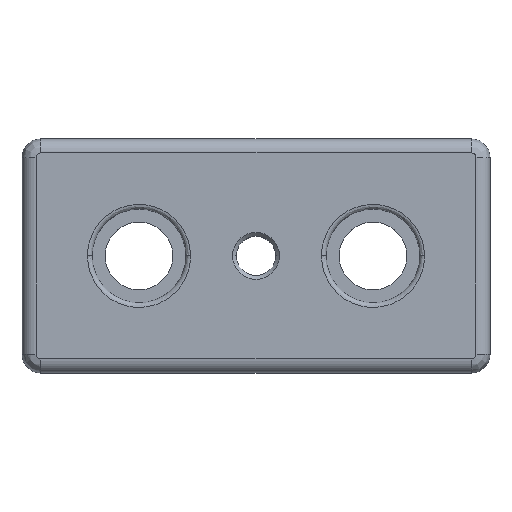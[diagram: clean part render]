
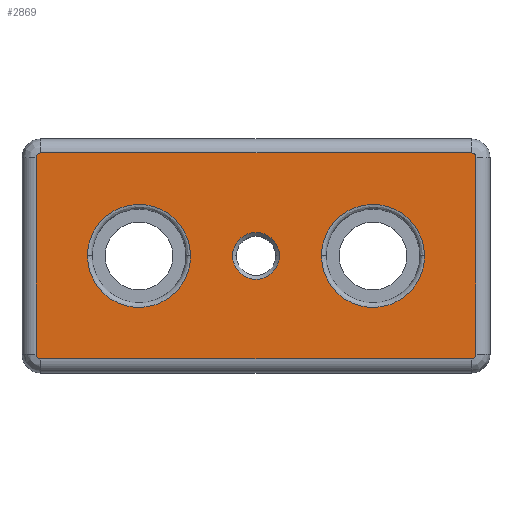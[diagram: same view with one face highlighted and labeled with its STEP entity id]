
A CAD part, top view. The second image highlights one B-rep face of the part: STEP entity #2869.
In plain terms, the highlighted planar face has unit normal (0, 0, 1).
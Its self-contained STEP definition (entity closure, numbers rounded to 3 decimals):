
#14=FACE_BOUND('',#661,.T.);
#15=FACE_BOUND('',#662,.T.);
#16=FACE_BOUND('',#663,.T.);
#28=PLANE('',#3134);
#161=LINE('',#4913,#308);
#162=LINE('',#4920,#309);
#163=LINE('',#4927,#310);
#164=LINE('',#4934,#311);
#308=VECTOR('',#3643,42.);
#309=VECTOR('',#3644,92.);
#310=VECTOR('',#3645,42.);
#311=VECTOR('',#3646,92.);
#480=FACE_OUTER_BOUND('',#660,.T.);
#660=EDGE_LOOP('',(#1887,#1888,#1889,#1890,#1891,#1892,#1893,#1894));
#661=EDGE_LOOP('',(#1895,#1896));
#662=EDGE_LOOP('',(#1897,#1898));
#663=EDGE_LOOP('',(#1899,#1900));
#911=CIRCLE('',#3109,5.);
#926=CIRCLE('',#3135,5.);
#1073=(
BOUNDED_CURVE()
B_SPLINE_CURVE(3,(#4283,#4284,#4285,#4286),.UNSPECIFIED.,.F.,.F.)
B_SPLINE_CURVE_WITH_KNOTS((4,4),(0.,1.),.UNSPECIFIED.)
CURVE()
GEOMETRIC_REPRESENTATION_ITEM()
RATIONAL_B_SPLINE_CURVE((1.,0.333,0.333,1.))
REPRESENTATION_ITEM('')
);
#1074=(
BOUNDED_CURVE()
B_SPLINE_CURVE(3,(#4310,#4311,#4312,#4313),.UNSPECIFIED.,.F.,.F.)
B_SPLINE_CURVE_WITH_KNOTS((4,4),(0.,1.),.UNSPECIFIED.)
CURVE()
GEOMETRIC_REPRESENTATION_ITEM()
RATIONAL_B_SPLINE_CURVE((1.,0.333,0.333,1.))
REPRESENTATION_ITEM('')
);
#1075=(
BOUNDED_CURVE()
B_SPLINE_CURVE(3,(#4915,#4916,#4917,#4918),.UNSPECIFIED.,.F.,.F.)
B_SPLINE_CURVE_WITH_KNOTS((4,4),(0.,1.),.UNSPECIFIED.)
CURVE()
GEOMETRIC_REPRESENTATION_ITEM()
RATIONAL_B_SPLINE_CURVE((1.,0.805,0.805,1.))
REPRESENTATION_ITEM('')
);
#1076=(
BOUNDED_CURVE()
B_SPLINE_CURVE(3,(#4922,#4923,#4924,#4925),.UNSPECIFIED.,.F.,.F.)
B_SPLINE_CURVE_WITH_KNOTS((4,4),(0.,1.),.UNSPECIFIED.)
CURVE()
GEOMETRIC_REPRESENTATION_ITEM()
RATIONAL_B_SPLINE_CURVE((1.,0.805,0.805,1.))
REPRESENTATION_ITEM('')
);
#1077=(
BOUNDED_CURVE()
B_SPLINE_CURVE(3,(#4929,#4930,#4931,#4932),.UNSPECIFIED.,.F.,.F.)
B_SPLINE_CURVE_WITH_KNOTS((4,4),(0.,1.),.UNSPECIFIED.)
CURVE()
GEOMETRIC_REPRESENTATION_ITEM()
RATIONAL_B_SPLINE_CURVE((1.,0.805,0.805,1.))
REPRESENTATION_ITEM('')
);
#1078=(
BOUNDED_CURVE()
B_SPLINE_CURVE(3,(#4935,#4936,#4937,#4938),.UNSPECIFIED.,.F.,.F.)
B_SPLINE_CURVE_WITH_KNOTS((4,4),(0.,1.),.UNSPECIFIED.)
CURVE()
GEOMETRIC_REPRESENTATION_ITEM()
RATIONAL_B_SPLINE_CURVE((1.,0.805,0.805,1.))
REPRESENTATION_ITEM('')
);
#1079=(
BOUNDED_CURVE()
B_SPLINE_CURVE(3,(#4939,#4940,#4941,#4942),.UNSPECIFIED.,.F.,.F.)
B_SPLINE_CURVE_WITH_KNOTS((4,4),(0.,1.),.UNSPECIFIED.)
CURVE()
GEOMETRIC_REPRESENTATION_ITEM()
RATIONAL_B_SPLINE_CURVE((1.,0.333,0.333,1.))
REPRESENTATION_ITEM('')
);
#1080=(
BOUNDED_CURVE()
B_SPLINE_CURVE(3,(#4943,#4944,#4945,#4946),.UNSPECIFIED.,.F.,.F.)
B_SPLINE_CURVE_WITH_KNOTS((4,4),(0.,1.),.UNSPECIFIED.)
CURVE()
GEOMETRIC_REPRESENTATION_ITEM()
RATIONAL_B_SPLINE_CURVE((1.,0.333,0.333,1.))
REPRESENTATION_ITEM('')
);
#1081=VERTEX_POINT('',#4281);
#1082=VERTEX_POINT('',#4282);
#1085=VERTEX_POINT('',#4308);
#1086=VERTEX_POINT('',#4309);
#1176=VERTEX_POINT('',#4834);
#1177=VERTEX_POINT('',#4836);
#1205=VERTEX_POINT('',#4911);
#1206=VERTEX_POINT('',#4912);
#1207=VERTEX_POINT('',#4914);
#1208=VERTEX_POINT('',#4919);
#1209=VERTEX_POINT('',#4921);
#1210=VERTEX_POINT('',#4926);
#1211=VERTEX_POINT('',#4928);
#1212=VERTEX_POINT('',#4933);
#1330=EDGE_CURVE('',#1081,#1082,#1073,.T.);
#1334=EDGE_CURVE('',#1085,#1086,#1074,.T.);
#1425=EDGE_CURVE('',#1176,#1177,#911,.T.);
#1461=EDGE_CURVE('',#1205,#1206,#161,.T.);
#1462=EDGE_CURVE('',#1207,#1205,#1075,.T.);
#1463=EDGE_CURVE('',#1208,#1207,#162,.T.);
#1464=EDGE_CURVE('',#1209,#1208,#1076,.T.);
#1465=EDGE_CURVE('',#1210,#1209,#163,.T.);
#1466=EDGE_CURVE('',#1211,#1210,#1077,.T.);
#1467=EDGE_CURVE('',#1212,#1211,#164,.T.);
#1468=EDGE_CURVE('',#1206,#1212,#1078,.T.);
#1469=EDGE_CURVE('',#1082,#1081,#1079,.T.);
#1470=EDGE_CURVE('',#1086,#1085,#1080,.T.);
#1471=EDGE_CURVE('',#1177,#1176,#926,.T.);
#1887=ORIENTED_EDGE('',*,*,#1461,.F.);
#1888=ORIENTED_EDGE('',*,*,#1462,.F.);
#1889=ORIENTED_EDGE('',*,*,#1463,.F.);
#1890=ORIENTED_EDGE('',*,*,#1464,.F.);
#1891=ORIENTED_EDGE('',*,*,#1465,.F.);
#1892=ORIENTED_EDGE('',*,*,#1466,.F.);
#1893=ORIENTED_EDGE('',*,*,#1467,.F.);
#1894=ORIENTED_EDGE('',*,*,#1468,.F.);
#1895=ORIENTED_EDGE('',*,*,#1330,.F.);
#1896=ORIENTED_EDGE('',*,*,#1469,.F.);
#1897=ORIENTED_EDGE('',*,*,#1334,.F.);
#1898=ORIENTED_EDGE('',*,*,#1470,.F.);
#1899=ORIENTED_EDGE('',*,*,#1471,.F.);
#1900=ORIENTED_EDGE('',*,*,#1425,.F.);
#2869=ADVANCED_FACE('',(#480,#14,#15,#16),#28,.F.);
#3109=AXIS2_PLACEMENT_3D('',#4837,#3570,#3571);
#3134=AXIS2_PLACEMENT_3D('',#4910,#3641,#3642);
#3135=AXIS2_PLACEMENT_3D('',#4947,#3647,#3648);
#3570=DIRECTION('center_axis',(0.,0.,1.));
#3571=DIRECTION('ref_axis',(1.,0.,0.));
#3641=DIRECTION('center_axis',(0.,0.,-1.));
#3642=DIRECTION('ref_axis',(0.,-1.,0.));
#3643=DIRECTION('',(0.,1.,0.));
#3644=DIRECTION('',(-1.,0.,0.));
#3645=DIRECTION('',(0.,-1.,0.));
#3646=DIRECTION('',(1.,0.,0.));
#3647=DIRECTION('center_axis',(0.,0.,1.));
#3648=DIRECTION('ref_axis',(1.,0.,0.));
#4281=CARTESIAN_POINT('',(-36.,0.,16.));
#4282=CARTESIAN_POINT('',(-14.,0.,16.));
#4283=CARTESIAN_POINT('Ctrl Pts',(-36.,0.,16.));
#4284=CARTESIAN_POINT('Ctrl Pts',(-36.,-22.,16.));
#4285=CARTESIAN_POINT('Ctrl Pts',(-14.,-22.,16.));
#4286=CARTESIAN_POINT('Ctrl Pts',(-14.,0.,16.));
#4308=CARTESIAN_POINT('',(14.,0.,16.));
#4309=CARTESIAN_POINT('',(36.,0.,16.));
#4310=CARTESIAN_POINT('Ctrl Pts',(14.,0.,16.));
#4311=CARTESIAN_POINT('Ctrl Pts',(14.,-22.,16.));
#4312=CARTESIAN_POINT('Ctrl Pts',(36.,-22.,16.));
#4313=CARTESIAN_POINT('Ctrl Pts',(36.,0.,16.));
#4834=CARTESIAN_POINT('',(-5.,0.,16.));
#4836=CARTESIAN_POINT('',(5.,0.,16.));
#4837=CARTESIAN_POINT('Origin',(0.,0.,16.));
#4910=CARTESIAN_POINT('Origin',(50.,-25.,16.));
#4911=CARTESIAN_POINT('',(-47.,-21.,16.));
#4912=CARTESIAN_POINT('',(-47.,21.,16.));
#4913=CARTESIAN_POINT('',(-47.,-25.,16.));
#4914=CARTESIAN_POINT('',(-46.,-22.,16.));
#4915=CARTESIAN_POINT('Ctrl Pts',(-46.,-22.,16.));
#4916=CARTESIAN_POINT('Ctrl Pts',(-46.586,-22.,16.));
#4917=CARTESIAN_POINT('Ctrl Pts',(-47.,-21.586,16.));
#4918=CARTESIAN_POINT('Ctrl Pts',(-47.,-21.,16.));
#4919=CARTESIAN_POINT('',(46.,-22.,16.));
#4920=CARTESIAN_POINT('',(50.,-22.,16.));
#4921=CARTESIAN_POINT('',(47.,-21.,16.));
#4922=CARTESIAN_POINT('Ctrl Pts',(47.,-21.,16.));
#4923=CARTESIAN_POINT('Ctrl Pts',(47.,-21.586,16.));
#4924=CARTESIAN_POINT('Ctrl Pts',(46.586,-22.,16.));
#4925=CARTESIAN_POINT('Ctrl Pts',(46.,-22.,16.));
#4926=CARTESIAN_POINT('',(47.,21.,16.));
#4927=CARTESIAN_POINT('',(47.,-25.,16.));
#4928=CARTESIAN_POINT('',(46.,22.,16.));
#4929=CARTESIAN_POINT('Ctrl Pts',(46.,22.,16.));
#4930=CARTESIAN_POINT('Ctrl Pts',(46.586,22.,16.));
#4931=CARTESIAN_POINT('Ctrl Pts',(47.,21.586,16.));
#4932=CARTESIAN_POINT('Ctrl Pts',(47.,21.,16.));
#4933=CARTESIAN_POINT('',(-46.,22.,16.));
#4934=CARTESIAN_POINT('',(50.,22.,16.));
#4935=CARTESIAN_POINT('Ctrl Pts',(-47.,21.,16.));
#4936=CARTESIAN_POINT('Ctrl Pts',(-47.,21.586,16.));
#4937=CARTESIAN_POINT('Ctrl Pts',(-46.586,22.,16.));
#4938=CARTESIAN_POINT('Ctrl Pts',(-46.,22.,16.));
#4939=CARTESIAN_POINT('Ctrl Pts',(-14.,0.,16.));
#4940=CARTESIAN_POINT('Ctrl Pts',(-14.,22.,16.));
#4941=CARTESIAN_POINT('Ctrl Pts',(-36.,22.,16.));
#4942=CARTESIAN_POINT('Ctrl Pts',(-36.,0.,16.));
#4943=CARTESIAN_POINT('Ctrl Pts',(36.,0.,16.));
#4944=CARTESIAN_POINT('Ctrl Pts',(36.,22.,16.));
#4945=CARTESIAN_POINT('Ctrl Pts',(14.,22.,16.));
#4946=CARTESIAN_POINT('Ctrl Pts',(14.,0.,16.));
#4947=CARTESIAN_POINT('Origin',(0.,0.,16.));
